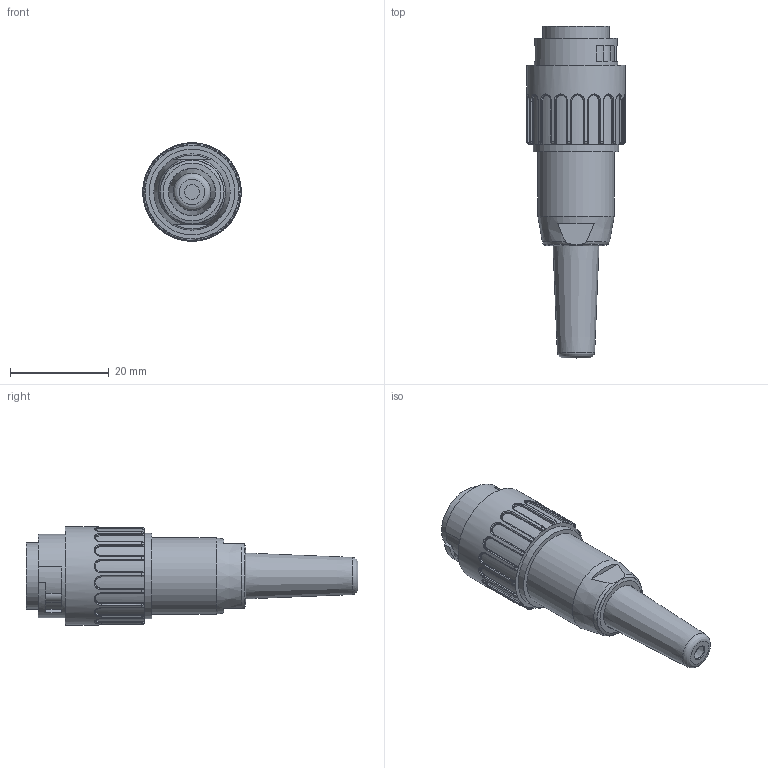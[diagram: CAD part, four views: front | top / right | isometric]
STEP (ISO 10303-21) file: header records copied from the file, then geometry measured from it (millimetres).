
FILE_DESCRIPTION(/* description */ (''),/* implementation_level */ '2;1');
FILE_NAME(/* name */ 't 3429 551 unxc001-01.stp',/* time_stamp */ '2019-07-08T17:11:47+02:00',/* author */ (''),/* organization */ (''),/* preprocessor_version */ 'ST-DEVELOPER v16.7',/* originating_system */ 'SIEMENS PLM Software NX 12.0',/* authorisation */ '');
FILE_SCHEMA (('AUTOMOTIVE_DESIGN { 1 0 10303 214 3 1 1 1 }'));
Length unit declared in the file: millimetre
Products named in the file (1): t 3429 551 unxc001-01
Bounding box: 20 x 67.4 x 20 mm (x, y, z)
Volume: 10379.5 mm3; surface area: 4528.7 mm2
Topology: 1 solids, 1 shells, 314 faces, 799 edges, 503 vertices
Faces by surface type: bspline 128, plane 99, cylinder 83, cone 4
Full cylindrical faces by diameter (mm): 3 x1, 9.6 x1, 13 x1, 13.5 x1, 14.1 x1, 15.5 x1, 17 x1, 17.4 x1, 20 x1
Entity records: 12881 total; most frequent: CARTESIAN_POINT 6290, ORIENTED_EDGE 1556, DIRECTION 1080, EDGE_CURVE 778, VERTEX_POINT 497, AXIS2_PLACEMENT_3D 441, EDGE_LOOP 345, ADVANCED_FACE 314
